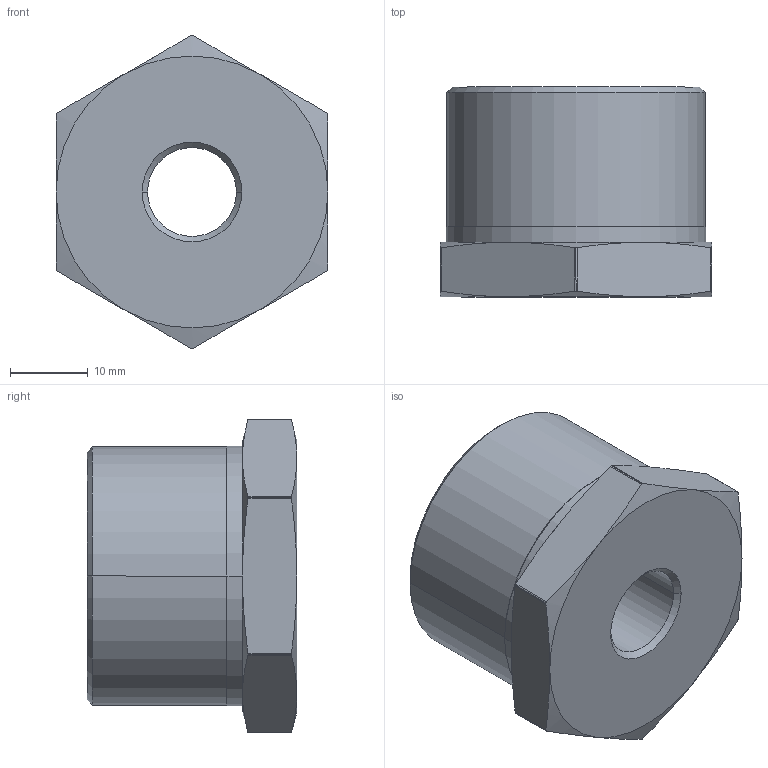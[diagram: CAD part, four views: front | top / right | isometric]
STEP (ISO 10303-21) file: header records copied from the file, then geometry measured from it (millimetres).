
FILE_DESCRIPTION (( 'STEP AP214' ), '1' );
FILE_NAME ('heco_RS-100-014-I.STEP', '2017-05-17T08:06:09', ( '' ), ( '' ), 'SwSTEP 2.0', 'SolidWorks 2016', '' );
FILE_SCHEMA (( 'AUTOMOTIVE_DESIGN' ));
Length unit declared in the file: millimetre
Products named in the file (1): heco_RS-100-014-I
Bounding box: 35 x 27 x 40.32 mm (x, y, z)
Volume: 21250.5 mm3; surface area: 5824.6 mm2
Topology: 1 solids, 1 shells, 223 faces, 565 edges, 370 vertices
Faces by surface type: plane 101, bspline 82, cylinder 20, cone 20
Entity records: 13259 total; most frequent: CARTESIAN_POINT 6673, ORIENTED_EDGE 1130, DIRECTION 673, EDGE_CURVE 565, VERTEX_POINT 370, VECTOR 317, LINE 317, EDGE_LOOP 251
